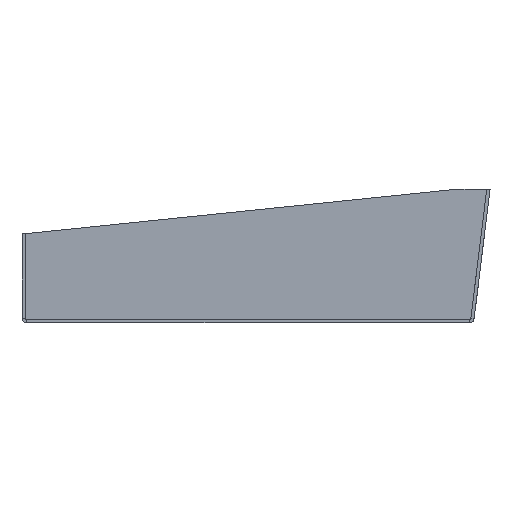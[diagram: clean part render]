
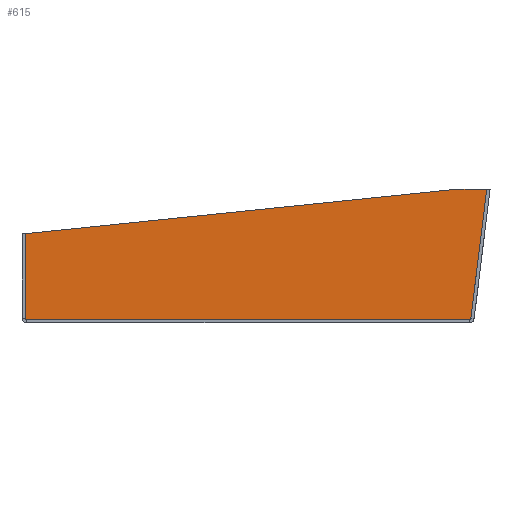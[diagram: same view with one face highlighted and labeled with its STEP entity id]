
A CAD part, left-side view. The second image highlights one B-rep face of the part: STEP entity #615.
In plain terms, the highlighted face is planar.
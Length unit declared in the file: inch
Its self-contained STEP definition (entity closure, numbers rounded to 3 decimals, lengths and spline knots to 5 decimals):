
#53=PLANE('',#674);
#92=LINE('',#981,#143);
#96=LINE('',#988,#147);
#99=LINE('',#994,#150);
#102=LINE('',#1000,#153);
#104=LINE('',#1003,#155);
#143=VECTOR('',#819,2.94797);
#147=VECTOR('',#825,0.625);
#150=VECTOR('',#830,9.76262);
#153=VECTOR('',#835,1.926);
#155=VECTOR('',#839,9.977);
#208=FACE_OUTER_BOUND('',#261,.T.);
#261=EDGE_LOOP('',(#536,#537,#538,#539,#540));
#320=VERTEX_POINT('',#978);
#321=VERTEX_POINT('',#980);
#323=VERTEX_POINT('',#986);
#325=VERTEX_POINT('',#992);
#327=VERTEX_POINT('',#998);
#386=EDGE_CURVE('',#321,#320,#92,.T.);
#390=EDGE_CURVE('',#320,#323,#96,.T.);
#393=EDGE_CURVE('',#323,#325,#99,.T.);
#396=EDGE_CURVE('',#325,#327,#102,.T.);
#398=EDGE_CURVE('',#327,#321,#104,.T.);
#536=ORIENTED_EDGE('',*,*,#398,.T.);
#537=ORIENTED_EDGE('',*,*,#386,.T.);
#538=ORIENTED_EDGE('',*,*,#390,.T.);
#539=ORIENTED_EDGE('',*,*,#393,.T.);
#540=ORIENTED_EDGE('',*,*,#396,.T.);
#615=ADVANCED_FACE('',(#208),#53,.F.);
#674=AXIS2_PLACEMENT_3D('',#1005,#842,#843);
#819=DIRECTION('',(0.122,-0.993,0.));
#825=DIRECTION('',(-1.,0.,0.));
#830=DIRECTION('',(-0.995,0.102,0.));
#835=DIRECTION('',(0.,1.,0.));
#839=DIRECTION('',(1.,0.,0.));
#842=DIRECTION('center_axis',(0.,0.,1.));
#843=DIRECTION('ref_axis',(1.,0.,0.));
#978=CARTESIAN_POINT('',(1.24556,-2.62661,0.));
#980=CARTESIAN_POINT('',(0.88629,0.29939,0.));
#981=CARTESIAN_POINT('',(0.88629,0.29939,0.));
#986=CARTESIAN_POINT('',(0.62056,-2.62661,0.));
#988=CARTESIAN_POINT('',(1.24556,-2.62661,0.));
#992=CARTESIAN_POINT('',(-9.09071,-1.62661,0.));
#994=CARTESIAN_POINT('',(0.62056,-2.62661,0.));
#998=CARTESIAN_POINT('',(-9.09071,0.29939,0.));
#1000=CARTESIAN_POINT('',(-9.09071,-1.62661,0.));
#1003=CARTESIAN_POINT('',(-9.09071,0.29939,0.));
#1005=CARTESIAN_POINT('Origin',(-3.80593,-0.95585,0.));
